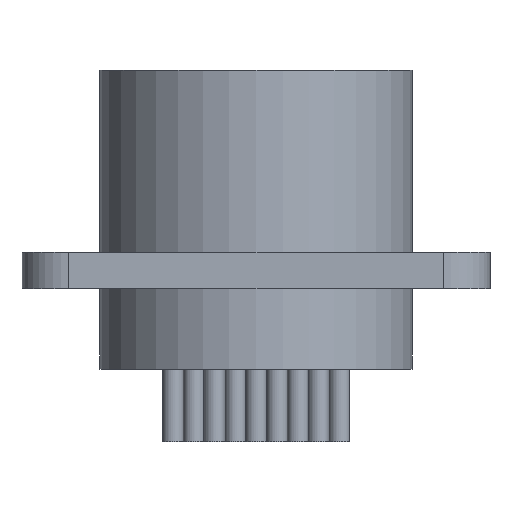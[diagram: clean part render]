
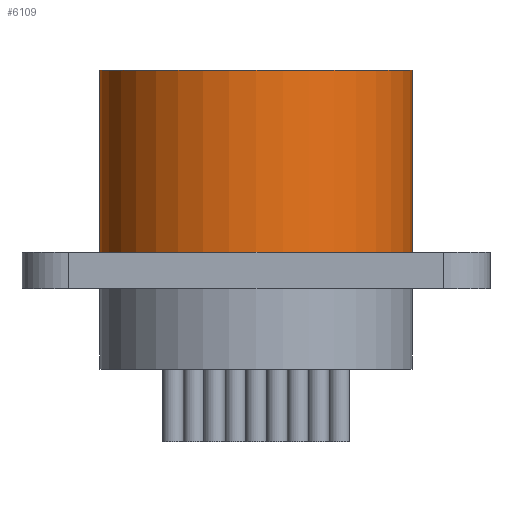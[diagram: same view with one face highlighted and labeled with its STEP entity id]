
A CAD part, front view. The second image highlights one B-rep face of the part: STEP entity #6109.
In plain terms, the highlighted cylindrical face has radius 6 mm (diameter 12 mm), a partial arc.
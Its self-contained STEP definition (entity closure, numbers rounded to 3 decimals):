
#38 = VECTOR ( 'NONE', #6118, 1000. ) ;
#79 = EDGE_CURVE ( 'NONE', #208, #653, #581, .T. ) ;
#208 = VERTEX_POINT ( 'NONE', #9969 ) ;
#581 = LINE ( 'NONE', #6831, #8542 ) ;
#653 = VERTEX_POINT ( 'NONE', #1135 ) ;
#1135 = CARTESIAN_POINT ( 'NONE',  ( -6., 0., 7.3 ) ) ;
#1471 = DIRECTION ( 'NONE',  ( 0., 0., -1. ) ) ;
#1896 = CYLINDRICAL_SURFACE ( 'NONE', #6471, 6. ) ;
#2071 = VERTEX_POINT ( 'NONE', #3571 ) ;
#2326 = VERTEX_POINT ( 'NONE', #7911 ) ;
#2534 = EDGE_CURVE ( 'NONE', #2326, #653, #2692, .T. ) ;
#2692 = CIRCLE ( 'NONE', #8330, 6. ) ;
#3571 = CARTESIAN_POINT ( 'NONE',  ( 6., 0., 14.3 ) ) ;
#3930 = EDGE_CURVE ( 'NONE', #2071, #2326, #8263, .T. ) ;
#4695 = DIRECTION ( 'NONE',  ( 0., 0., 1. ) ) ;
#5309 = ORIENTED_EDGE ( 'NONE', *, *, #3930, .F. ) ;
#5520 = ORIENTED_EDGE ( 'NONE', *, *, #9887, .F. ) ;
#5525 = ORIENTED_EDGE ( 'NONE', *, *, #79, .T. ) ;
#5527 = ORIENTED_EDGE ( 'NONE', *, *, #2534, .F. ) ;
#5579 = CIRCLE ( 'NONE', #9351, 6. ) ;
#6109 = ADVANCED_FACE ( 'NONE', ( #9179 ), #1896, .T. ) ;
#6118 = DIRECTION ( 'NONE',  ( 0., 0., -1. ) ) ;
#6471 = AXIS2_PLACEMENT_3D ( 'NONE', #7829, #1471, #7076 ) ;
#6831 = CARTESIAN_POINT ( 'NONE',  ( -6., 0., 14.3 ) ) ;
#6905 = CARTESIAN_POINT ( 'NONE',  ( 6., 0., 14.3 ) ) ;
#7076 = DIRECTION ( 'NONE',  ( -1., 0., 0. ) ) ;
#7829 = CARTESIAN_POINT ( 'NONE',  ( 0., 0., 14.3 ) ) ;
#7911 = CARTESIAN_POINT ( 'NONE',  ( 6., 0., 7.3 ) ) ;
#8263 = LINE ( 'NONE', #6905, #38 ) ;
#8330 = AXIS2_PLACEMENT_3D ( 'NONE', #9970, #9897, #9774 ) ;
#8542 = VECTOR ( 'NONE', #8855, 1000. ) ;
#8855 = DIRECTION ( 'NONE',  ( 0., 0., -1. ) ) ;
#9179 = FACE_OUTER_BOUND ( 'NONE', #9981, .T. ) ;
#9351 = AXIS2_PLACEMENT_3D ( 'NONE', #9352, #4695, #10106 ) ;
#9352 = CARTESIAN_POINT ( 'NONE',  ( 0., 0., 14.3 ) ) ;
#9774 = DIRECTION ( 'NONE',  ( -1., 0., 0. ) ) ;
#9887 = EDGE_CURVE ( 'NONE', #208, #2071, #5579, .T. ) ;
#9897 = DIRECTION ( 'NONE',  ( 0., 0., -1. ) ) ;
#9969 = CARTESIAN_POINT ( 'NONE',  ( -6., 0., 14.3 ) ) ;
#9970 = CARTESIAN_POINT ( 'NONE',  ( 0., 0., 7.3 ) ) ;
#9981 = EDGE_LOOP ( 'NONE', ( #5309, #5520, #5525, #5527 ) ) ;
#10106 = DIRECTION ( 'NONE',  ( 1., 0., 0. ) ) ;
